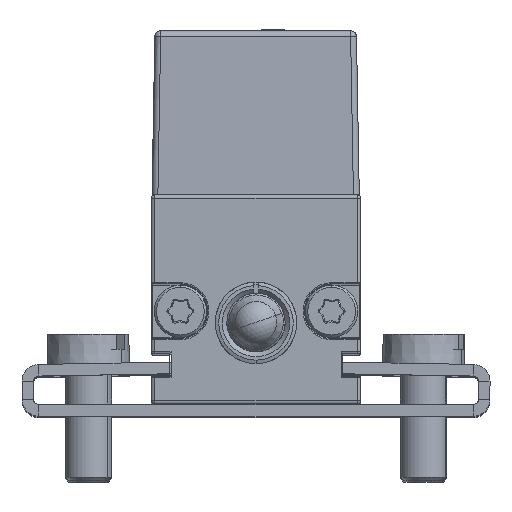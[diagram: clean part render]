
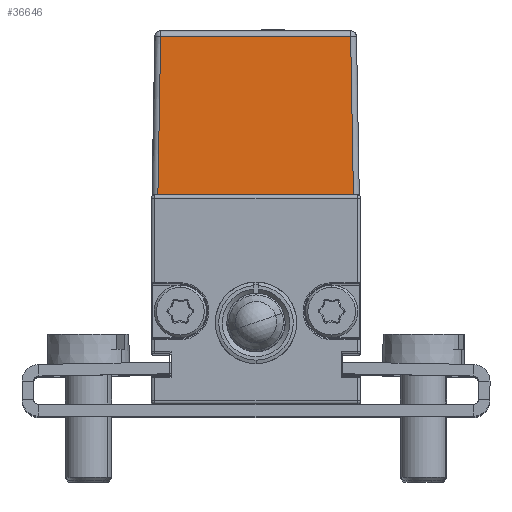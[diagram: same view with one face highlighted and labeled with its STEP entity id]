
A CAD part, top view. The second image highlights one B-rep face of the part: STEP entity #36646.
In plain terms, the highlighted planar face has unit normal (0, 0.018, 1).
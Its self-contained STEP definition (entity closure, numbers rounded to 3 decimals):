
#9296 = AXIS2_PLACEMENT_3D ( 'NONE', #10125, #10126, #10127 ) ;
#10101 = PLANE ( 'NONE',  #9296 ) ;
#10115 = FACE_OUTER_BOUND ( 'NONE', #28452, .T. ) ;
#10125 = CARTESIAN_POINT ( 'NONE',  ( -8.929, 18., 89.184 ) ) ;
#10126 = DIRECTION ( 'NONE',  ( 0., 0.017, 1. ) ) ;
#10127 = DIRECTION ( 'NONE',  ( 0., -1., 0.017 ) ) ;
#14461 = EDGE_CURVE ( 'NONE', #15694, #15696, #22974, .T. ) ;
#15364 = VERTEX_POINT ( 'NONE', #24106 ) ;
#15372 = VERTEX_POINT ( 'NONE', #24114 ) ;
#15694 = VERTEX_POINT ( 'NONE', #24436 ) ;
#15696 = VERTEX_POINT ( 'NONE', #24438 ) ;
#16443 = ORIENTED_EDGE ( 'NONE', *, *, #18972, .T. ) ;
#16444 = ORIENTED_EDGE ( 'NONE', *, *, #18920, .T. ) ;
#16445 = ORIENTED_EDGE ( 'NONE', *, *, #18963, .T. ) ;
#16446 = ORIENTED_EDGE ( 'NONE', *, *, #14461, .T. ) ;
#18920 = EDGE_CURVE ( 'NONE', #15372, #15364, #29362, .T. ) ;
#18963 = EDGE_CURVE ( 'NONE', #15364, #15694, #29725, .T. ) ;
#18972 = EDGE_CURVE ( 'NONE', #15696, #15372, #29809, .T. ) ;
#22030 = VECTOR ( 'NONE', #22981, 1000. ) ;
#22974 = LINE ( 'NONE', #22979, #22030 ) ;
#22979 = CARTESIAN_POINT ( 'NONE',  ( -8.929, 18., 89.184 ) ) ;
#22981 = DIRECTION ( 'NONE',  ( 1., 0., 0. ) ) ;
#24106 = CARTESIAN_POINT ( 'NONE',  ( -8.189, 31.583, 88.947 ) ) ;
#24114 = CARTESIAN_POINT ( 'NONE',  ( 8.129, 31.583, 88.947 ) ) ;
#24436 = CARTESIAN_POINT ( 'NONE',  ( -8.426, 18., 89.184 ) ) ;
#24438 = CARTESIAN_POINT ( 'NONE',  ( 8.366, 18., 89.184 ) ) ;
#27390 = VECTOR ( 'NONE', #29381, 1000. ) ;
#27455 = VECTOR ( 'NONE', #29734, 1000. ) ;
#27467 = VECTOR ( 'NONE', #29830, 1000. ) ;
#28452 = EDGE_LOOP ( 'NONE', ( #16443, #16444, #16445, #16446 ) ) ;
#29362 = LINE ( 'NONE', #29364, #27390 ) ;
#29364 = CARTESIAN_POINT ( 'NONE',  ( -8.929, 31.583, 88.947 ) ) ;
#29381 = DIRECTION ( 'NONE',  ( -1., 0., 0. ) ) ;
#29716 = CARTESIAN_POINT ( 'NONE',  ( -8.426, 17.991, 89.184 ) ) ;
#29725 = LINE ( 'NONE', #29716, #27455 ) ;
#29734 = DIRECTION ( 'NONE',  ( -0.017, -1., 0.017 ) ) ;
#29807 = CARTESIAN_POINT ( 'NONE',  ( 8.36, 18.302, 89.179 ) ) ;
#29809 = LINE ( 'NONE', #29807, #27467 ) ;
#29830 = DIRECTION ( 'NONE',  ( -0.017, 1., -0.017 ) ) ;
#36646 = ADVANCED_FACE ( 'NONE', ( #10115 ), #10101, .T. ) ;
